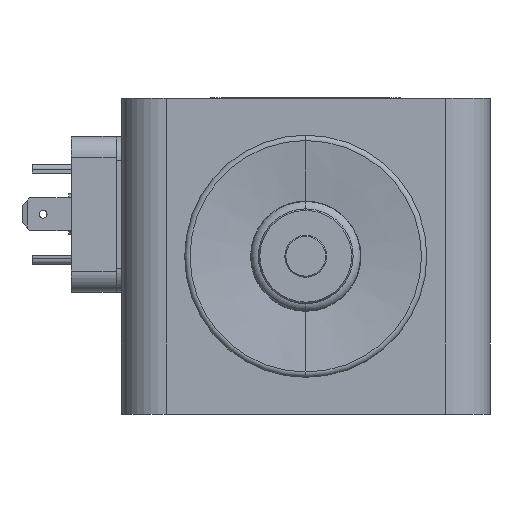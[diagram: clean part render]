
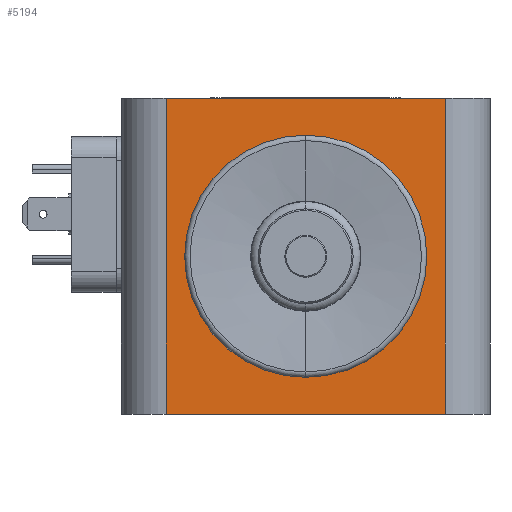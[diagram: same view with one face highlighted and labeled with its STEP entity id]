
A CAD part, left-side view. The second image highlights one B-rep face of the part: STEP entity #5194.
In plain terms, the highlighted planar face has unit normal (-1, 0, 0).
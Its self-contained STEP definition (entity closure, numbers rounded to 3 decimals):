
#56 = ORIENTED_EDGE ( 'NONE', *, *, #13175, .T. ) ;
#232 = CARTESIAN_POINT ( 'NONE',  ( -45., -26.5, 30. ) ) ;
#317 = CIRCLE ( 'NONE', #14132, 8. ) ;
#681 = CARTESIAN_POINT ( 'NONE',  ( -45., -26.5, 30. ) ) ;
#1515 = CARTESIAN_POINT ( 'NONE',  ( -45., -26.5, -30. ) ) ;
#1777 = VERTEX_POINT ( 'NONE', #13961 ) ;
#1784 = DIRECTION ( 'NONE',  ( 0., -1., 0. ) ) ;
#2031 = ORIENTED_EDGE ( 'NONE', *, *, #13229, .F. ) ;
#2108 = DIRECTION ( 'NONE',  ( 0., -1., 0. ) ) ;
#2155 = ORIENTED_EDGE ( 'NONE', *, *, #2505, .F. ) ;
#2398 = VECTOR ( 'NONE', #6445, 1000. ) ;
#2416 = CARTESIAN_POINT ( 'NONE',  ( -45., -26.5, 30. ) ) ;
#2505 = EDGE_CURVE ( 'NONE', #1777, #13000, #317, .T. ) ;
#2573 = CIRCLE ( 'NONE', #5518, 8. ) ;
#2786 = AXIS2_PLACEMENT_3D ( 'NONE', #232, #5091, #9891 ) ;
#3343 = VERTEX_POINT ( 'NONE', #2416 ) ;
#3805 = CARTESIAN_POINT ( 'NONE',  ( -45., 26.5, 30. ) ) ;
#3844 = VERTEX_POINT ( 'NONE', #4728 ) ;
#3962 = DIRECTION ( 'NONE',  ( 0., 0., -1. ) ) ;
#4035 = EDGE_LOOP ( 'NONE', ( #56, #2031, #15413, #9572 ) ) ;
#4595 = DIRECTION ( 'NONE',  ( -1., 0., 0. ) ) ;
#4702 = LINE ( 'NONE', #681, #14819 ) ;
#4728 = CARTESIAN_POINT ( 'NONE',  ( -45., -26.5, -30. ) ) ;
#4855 = CARTESIAN_POINT ( 'NONE',  ( -45., 26.5, 30. ) ) ;
#5012 = DIRECTION ( 'NONE',  ( 0., 0., -1. ) ) ;
#5091 = DIRECTION ( 'NONE',  ( 1., 0., 0. ) ) ;
#5194 = ADVANCED_FACE ( 'NONE', ( #13523, #6027 ), #12249, .F. ) ;
#5518 = AXIS2_PLACEMENT_3D ( 'NONE', #13053, #4595, #2108 ) ;
#5604 = LINE ( 'NONE', #6496, #7457 ) ;
#6027 = FACE_OUTER_BOUND ( 'NONE', #4035, .T. ) ;
#6317 = DIRECTION ( 'NONE',  ( -1., 0., 0. ) ) ;
#6445 = DIRECTION ( 'NONE',  ( 0., -1., 0. ) ) ;
#6496 = CARTESIAN_POINT ( 'NONE',  ( -45., -26.5, 30. ) ) ;
#6666 = LINE ( 'NONE', #3805, #15501 ) ;
#7056 = VERTEX_POINT ( 'NONE', #15581 ) ;
#7457 = VECTOR ( 'NONE', #3962, 1000. ) ;
#7470 = DIRECTION ( 'NONE',  ( 0., -1., 0. ) ) ;
#8237 = EDGE_CURVE ( 'NONE', #11762, #7056, #6666, .T. ) ;
#8639 = EDGE_CURVE ( 'NONE', #11762, #3343, #4702, .T. ) ;
#9572 = ORIENTED_EDGE ( 'NONE', *, *, #8237, .T. ) ;
#9709 = CARTESIAN_POINT ( 'NONE',  ( -45., -8., 0. ) ) ;
#9740 = EDGE_CURVE ( 'NONE', #13000, #1777, #2573, .T. ) ;
#9891 = DIRECTION ( 'NONE',  ( 0., 1., 0. ) ) ;
#11148 = CARTESIAN_POINT ( 'NONE',  ( -45., 0., 0. ) ) ;
#11762 = VERTEX_POINT ( 'NONE', #4855 ) ;
#11935 = ORIENTED_EDGE ( 'NONE', *, *, #9740, .F. ) ;
#12249 = PLANE ( 'NONE',  #2786 ) ;
#12450 = EDGE_LOOP ( 'NONE', ( #11935, #2155 ) ) ;
#13000 = VERTEX_POINT ( 'NONE', #9709 ) ;
#13053 = CARTESIAN_POINT ( 'NONE',  ( -45., 0., 0. ) ) ;
#13134 = LINE ( 'NONE', #1515, #2398 ) ;
#13175 = EDGE_CURVE ( 'NONE', #7056, #3844, #13134, .T. ) ;
#13229 = EDGE_CURVE ( 'NONE', #3343, #3844, #5604, .T. ) ;
#13523 = FACE_BOUND ( 'NONE', #12450, .T. ) ;
#13961 = CARTESIAN_POINT ( 'NONE',  ( -45., 8., 0. ) ) ;
#14132 = AXIS2_PLACEMENT_3D ( 'NONE', #11148, #6317, #7470 ) ;
#14819 = VECTOR ( 'NONE', #1784, 1000. ) ;
#15413 = ORIENTED_EDGE ( 'NONE', *, *, #8639, .F. ) ;
#15501 = VECTOR ( 'NONE', #5012, 1000. ) ;
#15581 = CARTESIAN_POINT ( 'NONE',  ( -45., 26.5, -30. ) ) ;
